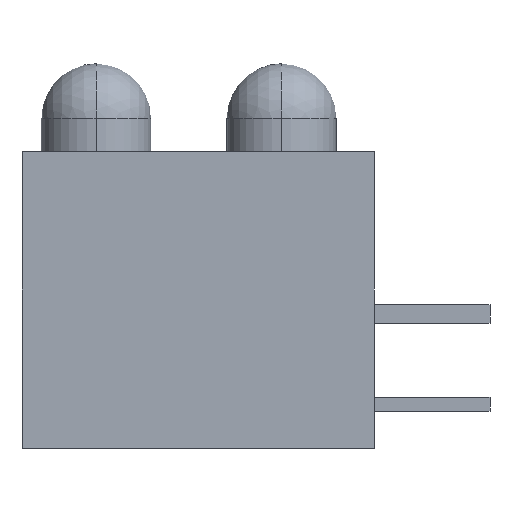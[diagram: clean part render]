
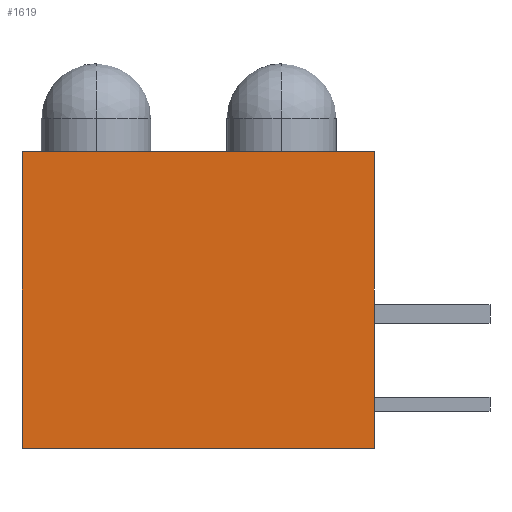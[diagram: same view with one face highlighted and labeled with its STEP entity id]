
A CAD part, left-side view. The second image highlights one B-rep face of the part: STEP entity #1619.
In plain terms, the highlighted planar face has unit normal (-1, 0, 0).
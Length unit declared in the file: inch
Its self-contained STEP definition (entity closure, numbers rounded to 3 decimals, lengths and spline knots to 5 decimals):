
#22 = DIRECTION ( 'NONE',  ( 0., -1., 0. ) ) ;
#106 = LINE ( 'NONE', #642, #331 ) ;
#110 = ORIENTED_EDGE ( 'NONE', *, *, #1353, .T. ) ;
#144 = LINE ( 'NONE', #1014, #774 ) ;
#189 = AXIS2_PLACEMENT_3D ( 'NONE', #504, #632, #1491 ) ;
#209 = VECTOR ( 'NONE', #662, 39.37008 ) ;
#214 = VECTOR ( 'NONE', #22, 39.37008 ) ;
#264 = LINE ( 'NONE', #1512, #214 ) ;
#274 = FACE_OUTER_BOUND ( 'NONE', #1445, .T. ) ;
#328 = EDGE_CURVE ( 'NONE', #1224, #1330, #144, .T. ) ;
#331 = VECTOR ( 'NONE', #882, 39.37008 ) ;
#486 = ORIENTED_EDGE ( 'NONE', *, *, #328, .T. ) ;
#504 = CARTESIAN_POINT ( 'NONE',  ( 0., 0., -0.32 ) ) ;
#555 = LINE ( 'NONE', #978, #209 ) ;
#615 = EDGE_CURVE ( 'NONE', #1380, #1427, #555, .T. ) ;
#632 = DIRECTION ( 'NONE',  ( -1., 0., 0. ) ) ;
#642 = CARTESIAN_POINT ( 'NONE',  ( 0., 0., 0. ) ) ;
#654 = CARTESIAN_POINT ( 'NONE',  ( 0., 0., 0. ) ) ;
#662 = DIRECTION ( 'NONE',  ( 0., 0., 1. ) ) ;
#671 = CARTESIAN_POINT ( 'NONE',  ( 0., 0., -0.32 ) ) ;
#774 = VECTOR ( 'NONE', #1521, 39.37008 ) ;
#882 = DIRECTION ( 'NONE',  ( 0., -1., 0. ) ) ;
#930 = ORIENTED_EDGE ( 'NONE', *, *, #1073, .F. ) ;
#978 = CARTESIAN_POINT ( 'NONE',  ( 0., 0.38, -0.32 ) ) ;
#1014 = CARTESIAN_POINT ( 'NONE',  ( 0., 0., -0.32 ) ) ;
#1073 = EDGE_CURVE ( 'NONE', #1427, #1330, #106, .T. ) ;
#1224 = VERTEX_POINT ( 'NONE', #671 ) ;
#1242 = PLANE ( 'NONE',  #189 ) ;
#1277 = CARTESIAN_POINT ( 'NONE',  ( 0., 0.38, -0.32 ) ) ;
#1290 = CARTESIAN_POINT ( 'NONE',  ( 0., 0.38, 0. ) ) ;
#1330 = VERTEX_POINT ( 'NONE', #654 ) ;
#1353 = EDGE_CURVE ( 'NONE', #1380, #1224, #264, .T. ) ;
#1380 = VERTEX_POINT ( 'NONE', #1277 ) ;
#1427 = VERTEX_POINT ( 'NONE', #1290 ) ;
#1445 = EDGE_LOOP ( 'NONE', ( #930, #1566, #110, #486 ) ) ;
#1491 = DIRECTION ( 'NONE',  ( 0., 0., 1. ) ) ;
#1512 = CARTESIAN_POINT ( 'NONE',  ( 0., 0., -0.32 ) ) ;
#1521 = DIRECTION ( 'NONE',  ( 0., 0., 1. ) ) ;
#1566 = ORIENTED_EDGE ( 'NONE', *, *, #615, .F. ) ;
#1619 = ADVANCED_FACE ( 'NONE', ( #274 ), #1242, .T. ) ;
